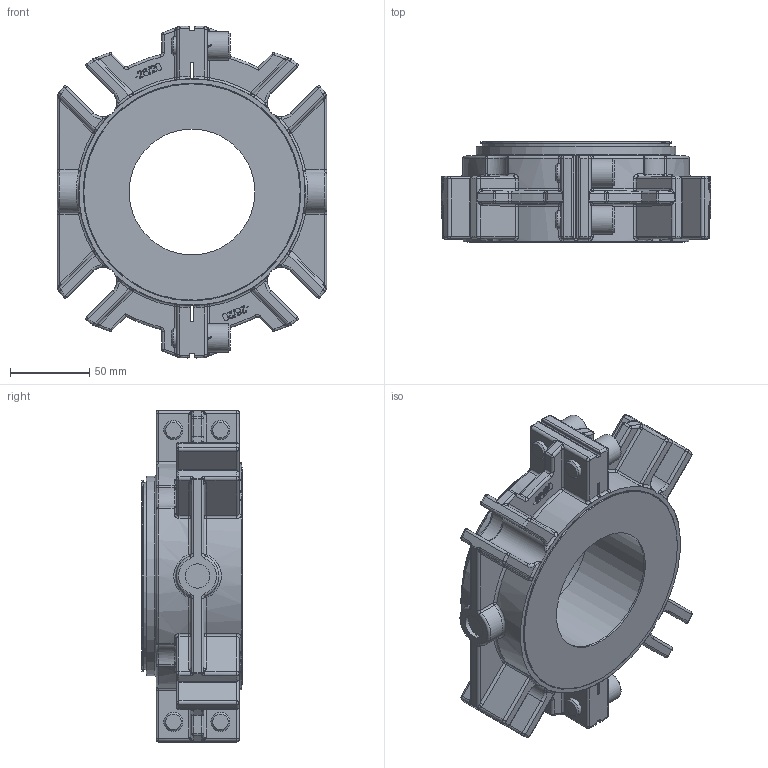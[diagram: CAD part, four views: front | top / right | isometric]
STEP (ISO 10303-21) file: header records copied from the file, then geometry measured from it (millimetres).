
FILE_DESCRIPTION(/* description */ ('Unknown'),/* implementation_level */ '2;1');
FILE_NAME(/* name */ '3.125 RDSX -26_20 SEAL ARRANGEMENT',/* time_stamp */ '2023-02-21T14:11:14-05:00',/* author */ ('Unknown'),/* organization */ ('Unknown'),/* preprocessor_version */ 'ST-DEVELOPER v16.7',/* originating_system */ 'Solid Edge',/* authorisation */ 'Unknown');
FILE_SCHEMA (('AUTOMOTIVE_DESIGN {1 0 10303 214 3 1 1}'));
Length unit declared in the file: millimetre
Products named in the file (1): 3209499
Bounding box: 169.84 x 63.5 x 209.49 mm (x, y, z)
Volume: 889509.9 mm3; surface area: 121436.5 mm2
Topology: 1 solids, 1 shells, 919 faces, 2247 edges, 1300 vertices
Faces by surface type: cylinder 292, plane 193, torus 173, bspline 170, sphere 80, cone 11
Full cylindrical faces by diameter (mm): 12 x8, 15.342 x2, 18 x4, 79.375 x1, 79.502 x1, 82.549 x1, 118.11 x1, 120.65 x1, 125.73 x1, 136.525 x1, 137.033 x1
Entity records: 29046 total; most frequent: CARTESIAN_POINT 8880, DIRECTION 4246, ORIENTED_EDGE 4208, EDGE_CURVE 2104, AXIS2_PLACEMENT_3D 1762, VERTEX_POINT 1256, EDGE_LOOP 998, FACE_BOUND 998
